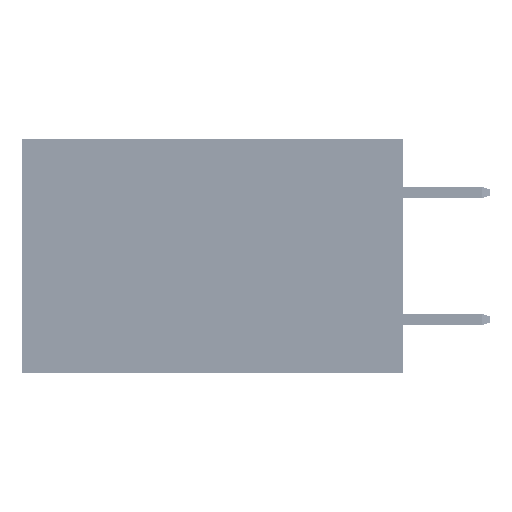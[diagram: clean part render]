
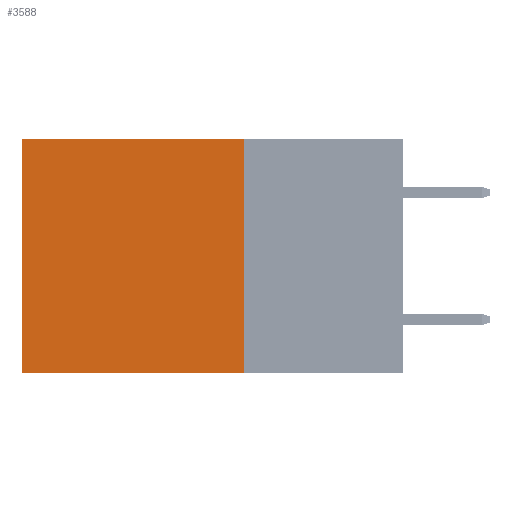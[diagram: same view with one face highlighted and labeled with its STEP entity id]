
A CAD part, left-side view. The second image highlights one B-rep face of the part: STEP entity #3588.
In plain terms, the highlighted planar face has unit normal (-1, 0, 0).
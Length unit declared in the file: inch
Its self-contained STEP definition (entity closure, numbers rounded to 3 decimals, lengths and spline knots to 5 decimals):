
#2643 = CARTESIAN_POINT ( 'NONE',  ( 0.2875, 0.6, 0. ) ) ;
#3558 = AXIS2_PLACEMENT_3D ( 'NONE', #4398, #40252, #44350 ) ;
#3588 = ADVANCED_FACE ( 'NONE', ( #17203 ), #40012, .F. ) ;
#4398 = CARTESIAN_POINT ( 'NONE',  ( 0.2875, 0.25, 0. ) ) ;
#4846 = CARTESIAN_POINT ( 'NONE',  ( 0.2875, 0.25, -0.37 ) ) ;
#5259 = CARTESIAN_POINT ( 'NONE',  ( 0.2875, 0.25, 0. ) ) ;
#5414 = DIRECTION ( 'NONE',  ( 0., 1., 0. ) ) ;
#6413 = CARTESIAN_POINT ( 'NONE',  ( 0.2875, 0.6, 0. ) ) ;
#6482 = VERTEX_POINT ( 'NONE', #2643 ) ;
#6935 = EDGE_LOOP ( 'NONE', ( #23123, #33066, #40676, #20855 ) ) ;
#7172 = VECTOR ( 'NONE', #5414, 39.37008 ) ;
#9580 = EDGE_CURVE ( 'NONE', #48343, #16648, #40514, .T. ) ;
#12592 = CARTESIAN_POINT ( 'NONE',  ( 0.2875, 0.25, -0.37 ) ) ;
#16648 = VERTEX_POINT ( 'NONE', #29985 ) ;
#17203 = FACE_OUTER_BOUND ( 'NONE', #6935, .T. ) ;
#17737 = VECTOR ( 'NONE', #29084, 39.37008 ) ;
#20855 = ORIENTED_EDGE ( 'NONE', *, *, #33131, .T. ) ;
#21150 = LINE ( 'NONE', #5259, #17737 ) ;
#23123 = ORIENTED_EDGE ( 'NONE', *, *, #25102, .T. ) ;
#25102 = EDGE_CURVE ( 'NONE', #6482, #16648, #29706, .T. ) ;
#25361 = DIRECTION ( 'NONE',  ( 0., 0., -1. ) ) ;
#29084 = DIRECTION ( 'NONE',  ( 0., 0., -1. ) ) ;
#29547 = LINE ( 'NONE', #37496, #37115 ) ;
#29706 = LINE ( 'NONE', #6413, #41509 ) ;
#29985 = CARTESIAN_POINT ( 'NONE',  ( 0.2875, 0.6, -0.37 ) ) ;
#33066 = ORIENTED_EDGE ( 'NONE', *, *, #9580, .F. ) ;
#33131 = EDGE_CURVE ( 'NONE', #33666, #6482, #29547, .T. ) ;
#33666 = VERTEX_POINT ( 'NONE', #45376 ) ;
#37115 = VECTOR ( 'NONE', #49532, 39.37008 ) ;
#37496 = CARTESIAN_POINT ( 'NONE',  ( 0.2875, 0.25, 0. ) ) ;
#38854 = EDGE_CURVE ( 'NONE', #33666, #48343, #21150, .T. ) ;
#40012 = PLANE ( 'NONE',  #3558 ) ;
#40252 = DIRECTION ( 'NONE',  ( 1., 0., 0. ) ) ;
#40514 = LINE ( 'NONE', #12592, #7172 ) ;
#40676 = ORIENTED_EDGE ( 'NONE', *, *, #38854, .F. ) ;
#41509 = VECTOR ( 'NONE', #25361, 39.37008 ) ;
#44350 = DIRECTION ( 'NONE',  ( 0., 0., -1. ) ) ;
#45376 = CARTESIAN_POINT ( 'NONE',  ( 0.2875, 0.25, 0. ) ) ;
#48343 = VERTEX_POINT ( 'NONE', #4846 ) ;
#49532 = DIRECTION ( 'NONE',  ( 0., 1., 0. ) ) ;
